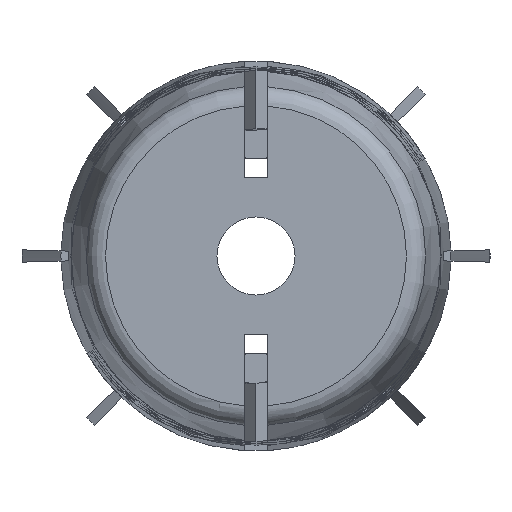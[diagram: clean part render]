
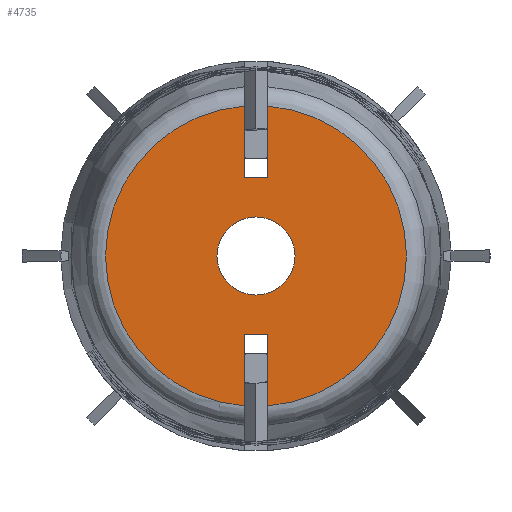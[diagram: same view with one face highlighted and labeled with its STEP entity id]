
A CAD part, left-side view. The second image highlights one B-rep face of the part: STEP entity #4735.
In plain terms, the highlighted planar face has unit normal (-1, 0, 0).
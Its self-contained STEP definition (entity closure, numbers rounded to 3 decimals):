
#37=PLANE('',#5367);
#299=CIRCLE('',#5368,3.857);
#300=CIRCLE('',#5369,3.857);
#301=CIRCLE('',#5370,1.);
#1335=ORIENTED_EDGE('',*,*,#2732,.F.);
#1336=ORIENTED_EDGE('',*,*,#2733,.F.);
#1337=ORIENTED_EDGE('',*,*,#2734,.T.);
#1338=ORIENTED_EDGE('',*,*,#2735,.T.);
#1339=ORIENTED_EDGE('',*,*,#2736,.F.);
#1340=ORIENTED_EDGE('',*,*,#2737,.F.);
#1341=ORIENTED_EDGE('',*,*,#2738,.F.);
#1342=ORIENTED_EDGE('',*,*,#2739,.T.);
#1343=ORIENTED_EDGE('',*,*,#2740,.T.);
#2732=EDGE_CURVE('',#3378,#3379,#299,.T.);
#2733=EDGE_CURVE('',#3380,#3378,#3603,.T.);
#2734=EDGE_CURVE('',#3380,#3381,#3604,.T.);
#2735=EDGE_CURVE('',#3381,#3382,#3605,.T.);
#2736=EDGE_CURVE('',#3383,#3382,#300,.T.);
#2737=EDGE_CURVE('',#3384,#3383,#3606,.T.);
#2738=EDGE_CURVE('',#3385,#3384,#3607,.T.);
#2739=EDGE_CURVE('',#3385,#3379,#3608,.T.);
#2740=EDGE_CURVE('',#3386,#3386,#301,.T.);
#3378=VERTEX_POINT('',#8350);
#3379=VERTEX_POINT('',#8351);
#3380=VERTEX_POINT('',#8353);
#3381=VERTEX_POINT('',#8355);
#3382=VERTEX_POINT('',#8357);
#3383=VERTEX_POINT('',#8359);
#3384=VERTEX_POINT('',#8361);
#3385=VERTEX_POINT('',#8363);
#3386=VERTEX_POINT('',#8366);
#3603=LINE('',#8352,#3909);
#3604=LINE('',#8354,#3910);
#3605=LINE('',#8356,#3911);
#3606=LINE('',#8360,#3912);
#3607=LINE('',#8362,#3913);
#3608=LINE('',#8364,#3914);
#3909=VECTOR('',#6662,1000.);
#3910=VECTOR('',#6663,1000.);
#3911=VECTOR('',#6664,1000.);
#3912=VECTOR('',#6667,1000.);
#3913=VECTOR('',#6668,1000.);
#3914=VECTOR('',#6669,1000.);
#4154=EDGE_LOOP('',(#1335,#1336,#1337,#1338,#1339,#1340,#1341,#1342));
#4155=EDGE_LOOP('',(#1343));
#4410=FACE_BOUND('',#4154,.T.);
#4411=FACE_BOUND('',#4155,.T.);
#4735=ADVANCED_FACE('',(#4410,#4411),#37,.F.);
#5367=AXIS2_PLACEMENT_3D('',#8348,#6658,#6659);
#5368=AXIS2_PLACEMENT_3D('',#8349,#6660,#6661);
#5369=AXIS2_PLACEMENT_3D('',#8358,#6665,#6666);
#5370=AXIS2_PLACEMENT_3D('',#8365,#6670,#6671);
#6658=DIRECTION('',(1.,0.,0.));
#6659=DIRECTION('',(0.,0.,-1.));
#6660=DIRECTION('',(1.,0.,0.));
#6661=DIRECTION('',(0.,0.,-1.));
#6662=DIRECTION('',(0.,0.,-1.));
#6663=DIRECTION('',(0.,-1.,0.));
#6664=DIRECTION('',(0.,0.,-1.));
#6665=DIRECTION('',(1.,0.,0.));
#6666=DIRECTION('',(0.,0.,-1.));
#6667=DIRECTION('',(0.,0.,1.));
#6668=DIRECTION('',(0.,-1.,0.));
#6669=DIRECTION('',(0.,0.,1.));
#6670=DIRECTION('',(1.,0.,0.));
#6671=DIRECTION('',(0.,0.,-1.));
#8348=CARTESIAN_POINT('',(-60.,1.,0.));
#8349=CARTESIAN_POINT('',(-60.,0.,0.));
#8350=CARTESIAN_POINT('',(-60.,0.3,-3.846));
#8351=CARTESIAN_POINT('',(-60.,0.3,3.846));
#8352=CARTESIAN_POINT('',(-60.,0.3,-2.));
#8353=CARTESIAN_POINT('',(-60.,0.3,-2.));
#8354=CARTESIAN_POINT('',(-60.,0.3,-2.));
#8355=CARTESIAN_POINT('',(-60.,-0.3,-2.));
#8356=CARTESIAN_POINT('',(-60.,-0.3,-2.));
#8357=CARTESIAN_POINT('',(-60.,-0.3,-3.846));
#8358=CARTESIAN_POINT('',(-60.,0.,0.));
#8359=CARTESIAN_POINT('',(-60.,-0.3,3.846));
#8360=CARTESIAN_POINT('',(-60.,-0.3,2.));
#8361=CARTESIAN_POINT('',(-60.,-0.3,2.));
#8362=CARTESIAN_POINT('',(-60.,0.3,2.));
#8363=CARTESIAN_POINT('',(-60.,0.3,2.));
#8364=CARTESIAN_POINT('',(-60.,0.3,2.));
#8365=CARTESIAN_POINT('',(-60.,0.,0.));
#8366=CARTESIAN_POINT('',(-60.,0.,-1.));
